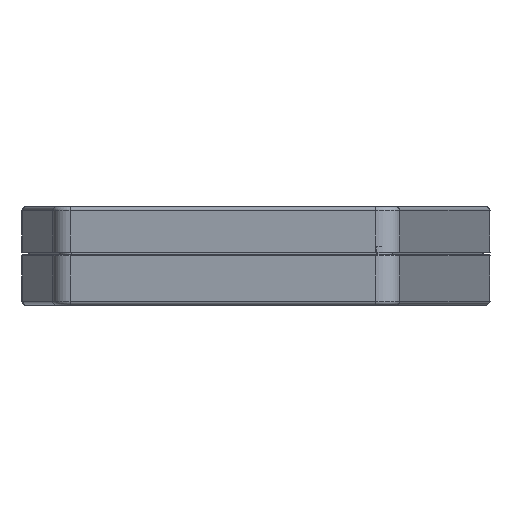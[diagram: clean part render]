
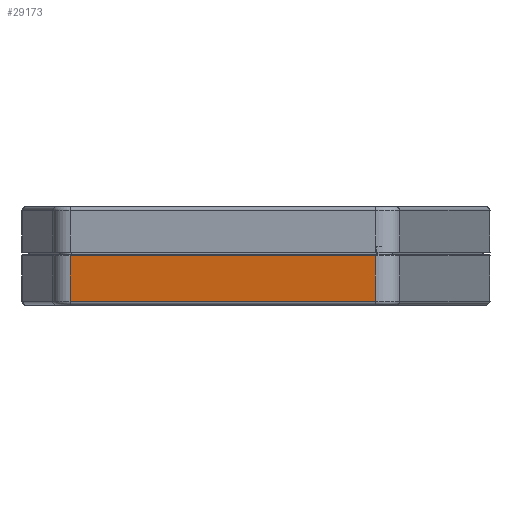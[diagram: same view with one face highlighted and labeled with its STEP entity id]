
A CAD part, left-side view. The second image highlights one B-rep face of the part: STEP entity #29173.
In plain terms, the highlighted planar face has unit normal (-0.985, 0.174, 0).
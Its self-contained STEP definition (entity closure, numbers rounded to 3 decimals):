
#1339=PLANE('',#30922);
#2797=FACE_OUTER_BOUND('',#4391,.T.);
#4391=EDGE_LOOP('',(#27062,#27063,#27064,#27065));
#8100=LINE('',#46363,#11861);
#8109=LINE('',#46400,#11870);
#8110=LINE('',#46404,#11871);
#8111=LINE('',#46405,#11872);
#11861=VECTOR('',#37942,10.);
#11870=VECTOR('',#37983,10.);
#11871=VECTOR('',#37988,10.);
#11872=VECTOR('',#37989,10.);
#14970=VERTEX_POINT('',#46353);
#14972=VERTEX_POINT('',#46359);
#14985=VERTEX_POINT('',#46399);
#14986=VERTEX_POINT('',#46403);
#19020=EDGE_CURVE('',#14970,#14972,#8100,.T.);
#19038=EDGE_CURVE('',#14985,#14972,#8109,.T.);
#19040=EDGE_CURVE('',#14986,#14970,#8110,.T.);
#19041=EDGE_CURVE('',#14985,#14986,#8111,.T.);
#27062=ORIENTED_EDGE('',*,*,#19020,.F.);
#27063=ORIENTED_EDGE('',*,*,#19040,.F.);
#27064=ORIENTED_EDGE('',*,*,#19041,.F.);
#27065=ORIENTED_EDGE('',*,*,#19038,.T.);
#29173=ADVANCED_FACE('',(#2797),#1339,.T.);
#30922=AXIS2_PLACEMENT_3D('',#46402,#37986,#37987);
#37942=DIRECTION('',(0.174,0.985,0.));
#37983=DIRECTION('',(0.,0.,-1.));
#37986=DIRECTION('center_axis',(-0.985,0.174,0.));
#37987=DIRECTION('ref_axis',(0.174,0.985,0.));
#37988=DIRECTION('',(0.,0.,-1.));
#37989=DIRECTION('',(-0.174,-0.985,0.));
#46353=CARTESIAN_POINT('',(-119.261,40.467,-23.5));
#46359=CARTESIAN_POINT('',(-105.873,116.396,-23.5));
#46363=CARTESIAN_POINT('',(-115.514,61.717,-23.5));
#46399=CARTESIAN_POINT('',(-105.873,116.396,-12.2));
#46400=CARTESIAN_POINT('',(-105.873,116.396,0.));
#46402=CARTESIAN_POINT('Origin',(-119.261,40.467,0.));
#46403=CARTESIAN_POINT('',(-119.261,40.467,-12.2));
#46404=CARTESIAN_POINT('',(-119.261,40.467,0.));
#46405=CARTESIAN_POINT('',(-115.514,61.717,-12.2));
